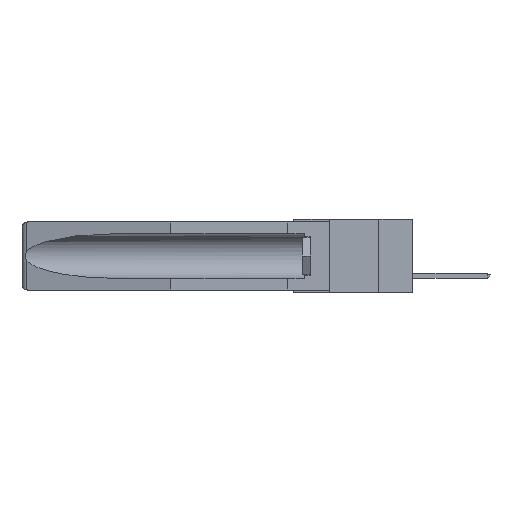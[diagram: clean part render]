
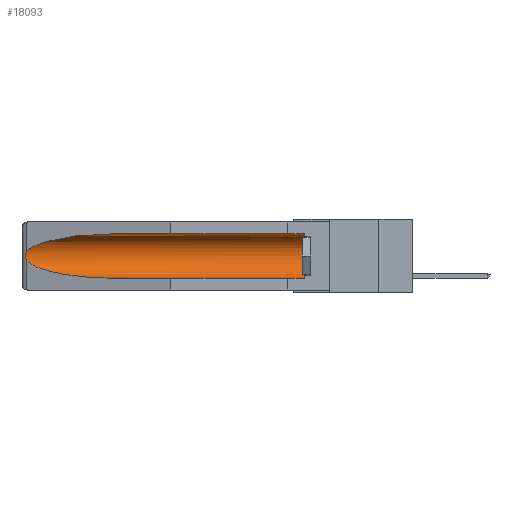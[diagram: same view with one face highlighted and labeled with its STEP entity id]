
A CAD part, left-side view. The second image highlights one B-rep face of the part: STEP entity #18093.
In plain terms, the highlighted cylindrical face has radius 2.857 mm (diameter 5.715 mm), a partial arc.
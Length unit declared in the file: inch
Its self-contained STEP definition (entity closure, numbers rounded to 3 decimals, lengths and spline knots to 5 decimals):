
#527 = CARTESIAN_POINT ( 'NONE',  ( 0.26537, 1.52718, -0.19328 ) ) ;
#946 = CARTESIAN_POINT ( 'NONE',  ( 0.155, 1.07973, -0.284 ) ) ;
#1787 = CARTESIAN_POINT ( 'NONE',  ( 0.155, -0.30754, -0.059 ) ) ;
#2359 =( BOUNDED_CURVE ( )  B_SPLINE_CURVE ( 3, ( #10808, #16973, #23061, #4820 ),
 .UNSPECIFIED., .F., .F. ) 
 B_SPLINE_CURVE_WITH_KNOTS ( ( 4, 4 ),
 ( 4.71239, 6.08839 ),
 .UNSPECIFIED. ) 
 CURVE ( )  GEOMETRIC_REPRESENTATION_ITEM ( )  RATIONAL_B_SPLINE_CURVE ( ( 1., 0.848, 0.848, 1. ) ) 
 REPRESENTATION_ITEM ( '' )  );
#2463 = ORIENTED_EDGE ( 'NONE', *, *, #16881, .T. ) ;
#3112 = FACE_OUTER_BOUND ( 'NONE', #9425, .T. ) ;
#3791 = VERTEX_POINT ( 'NONE', #5041 ) ;
#3953 = CARTESIAN_POINT ( 'NONE',  ( 0.2675, 1.53308, -0.16763 ) ) ;
#4175 = DIRECTION ( 'NONE',  ( 0., 1., 0. ) ) ;
#4820 = CARTESIAN_POINT ( 'NONE',  ( 0.26537, 1.52718, -0.14972 ) ) ;
#4868 = AXIS2_PLACEMENT_3D ( 'NONE', #18793, #18547, #6588 ) ;
#5041 = CARTESIAN_POINT ( 'NONE',  ( 0.155, 0.126, -0.284 ) ) ;
#5672 = CARTESIAN_POINT ( 'NONE',  ( 0.155, 0.126, -0.059 ) ) ;
#6012 = CARTESIAN_POINT ( 'NONE',  ( 0.2673, 1.53269, -0.17917 ) ) ;
#6188 = CARTESIAN_POINT ( 'NONE',  ( 0.26655, 1.53094, -0.18657 ) ) ;
#6275 = CARTESIAN_POINT ( 'NONE',  ( 0.26537, 1.52718, -0.19328 ) ) ;
#6301 = VERTEX_POINT ( 'NONE', #946 ) ;
#6588 = DIRECTION ( 'NONE',  ( 0., 0., 1. ) ) ;
#7039 = CIRCLE ( 'NONE', #4868, 0.1125 ) ;
#7308 = CARTESIAN_POINT ( 'NONE',  ( 0.155, 1.07973, -0.059 ) ) ;
#7389 = VERTEX_POINT ( 'NONE', #7308 ) ;
#7991 = DIRECTION ( 'NONE',  ( 0., 1., 0. ) ) ;
#8168 = CARTESIAN_POINT ( 'NONE',  ( 0.26597, 1.52961, -0.15275 ) ) ;
#8778 = VECTOR ( 'NONE', #7991, 39.37008 ) ;
#9282 = DIRECTION ( 'NONE',  ( 0., 1., 0. ) ) ;
#9425 = EDGE_LOOP ( 'NONE', ( #17998, #10293, #17510, #25048, #2463, #22537 ) ) ;
#9591 = CARTESIAN_POINT ( 'NONE',  ( 0.155, 1.07973, -0.284 ) ) ;
#9948 = VERTEX_POINT ( 'NONE', #6275 ) ;
#10209 = CARTESIAN_POINT ( 'NONE',  ( 0.26537, 1.52718, -0.14972 ) ) ;
#10293 = ORIENTED_EDGE ( 'NONE', *, *, #25897, .T. ) ;
#10808 = CARTESIAN_POINT ( 'NONE',  ( 0.155, 1.07973, -0.059 ) ) ;
#10858 = EDGE_CURVE ( 'NONE', #7389, #25163, #2359, .T. ) ;
#11601 = AXIS2_PLACEMENT_3D ( 'NONE', #21452, #9282, #25396 ) ;
#12436 = CYLINDRICAL_SURFACE ( 'NONE', #11601, 0.1125 ) ;
#12881 = CARTESIAN_POINT ( 'NONE',  ( 0.26537, 1.52718, -0.14972 ) ) ;
#13149 = EDGE_CURVE ( 'NONE', #9948, #6301, #20551, .T. ) ;
#14252 = LINE ( 'NONE', #1787, #8778 ) ;
#15917 = CARTESIAN_POINT ( 'NONE',  ( 0.21114, 1.30732, -0.284 ) ) ;
#16881 = EDGE_CURVE ( 'NONE', #3791, #21507, #7039, .T. ) ;
#16973 = CARTESIAN_POINT ( 'NONE',  ( 0.21114, 1.30732, -0.059 ) ) ;
#17510 = ORIENTED_EDGE ( 'NONE', *, *, #13149, .T. ) ;
#17998 = ORIENTED_EDGE ( 'NONE', *, *, #10858, .T. ) ;
#18093 = ADVANCED_FACE ( 'NONE', ( #3112 ), #12436, .F. ) ;
#18274 = B_SPLINE_CURVE_WITH_KNOTS ( 'NONE', 3,
 ( #10209, #8168, #24301, #20262, #3953, #24473, #6012, #6188, #22289, #527 ),
 .UNSPECIFIED., .F., .F.,
 ( 4, 2, 2, 2, 4 ),
 ( 0., 0.00029, 0.00058, 0.00087, 0.00117 ),
 .UNSPECIFIED. ) ;
#18547 = DIRECTION ( 'NONE',  ( 0., -1., 0. ) ) ;
#18793 = CARTESIAN_POINT ( 'NONE',  ( 0.155, 0.126, -0.1715 ) ) ;
#19561 = CARTESIAN_POINT ( 'NONE',  ( 0.26537, 1.52718, -0.19328 ) ) ;
#19762 = EDGE_CURVE ( 'NONE', #21507, #7389, #14252, .T. ) ;
#19903 = CARTESIAN_POINT ( 'NONE',  ( 0.25451, 1.48313, -0.24835 ) ) ;
#20262 = CARTESIAN_POINT ( 'NONE',  ( 0.2673, 1.5327, -0.16383 ) ) ;
#20551 =( BOUNDED_CURVE ( )  B_SPLINE_CURVE ( 3, ( #19561, #19903, #15917, #9591 ),
 .UNSPECIFIED., .F., .F. ) 
 B_SPLINE_CURVE_WITH_KNOTS ( ( 4, 4 ),
 ( 0.1948, 1.5708 ),
 .UNSPECIFIED. ) 
 CURVE ( )  GEOMETRIC_REPRESENTATION_ITEM ( )  RATIONAL_B_SPLINE_CURVE ( ( 1., 0.848, 0.848, 1. ) ) 
 REPRESENTATION_ITEM ( '' )  );
#20579 = VECTOR ( 'NONE', #4175, 39.37008 ) ;
#20792 = EDGE_CURVE ( 'NONE', #3791, #6301, #25064, .T. ) ;
#21452 = CARTESIAN_POINT ( 'NONE',  ( 0.155, -0.30754, -0.1715 ) ) ;
#21507 = VERTEX_POINT ( 'NONE', #5672 ) ;
#22289 = CARTESIAN_POINT ( 'NONE',  ( 0.26597, 1.5296, -0.19026 ) ) ;
#22537 = ORIENTED_EDGE ( 'NONE', *, *, #19762, .T. ) ;
#23061 = CARTESIAN_POINT ( 'NONE',  ( 0.25451, 1.48313, -0.09465 ) ) ;
#24171 = CARTESIAN_POINT ( 'NONE',  ( 0.155, -0.30754, -0.284 ) ) ;
#24301 = CARTESIAN_POINT ( 'NONE',  ( 0.26654, 1.53092, -0.15636 ) ) ;
#24473 = CARTESIAN_POINT ( 'NONE',  ( 0.2675, 1.53308, -0.17534 ) ) ;
#25048 = ORIENTED_EDGE ( 'NONE', *, *, #20792, .F. ) ;
#25064 = LINE ( 'NONE', #24171, #20579 ) ;
#25163 = VERTEX_POINT ( 'NONE', #12881 ) ;
#25396 = DIRECTION ( 'NONE',  ( 0., 0., 1. ) ) ;
#25897 = EDGE_CURVE ( 'NONE', #25163, #9948, #18274, .T. ) ;
